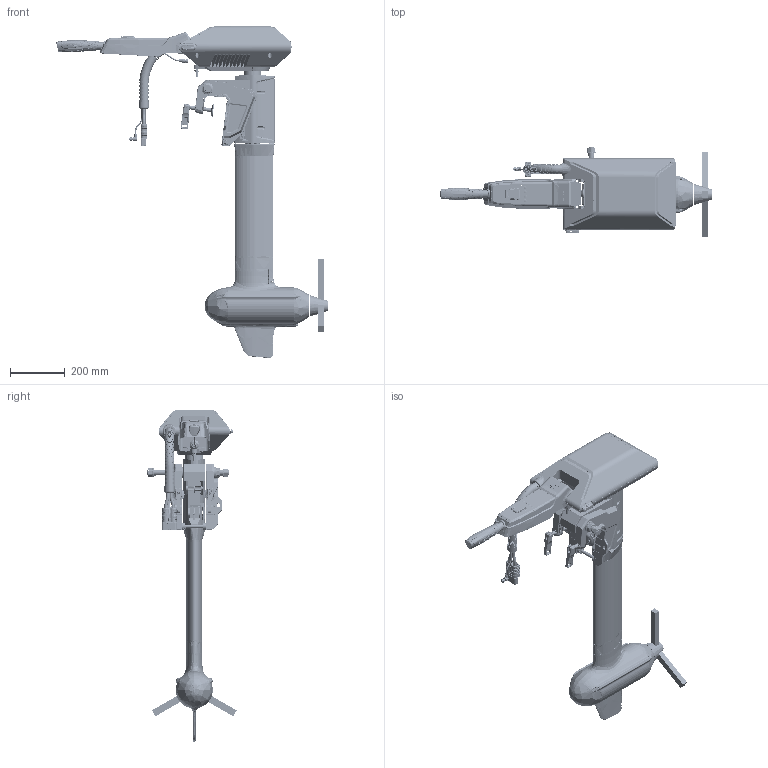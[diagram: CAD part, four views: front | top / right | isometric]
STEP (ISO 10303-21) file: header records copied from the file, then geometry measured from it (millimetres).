
FILE_DESCRIPTION (( 'STEP AP214' ), '1' );
FILE_NAME ('N6E-REMOTE（市场）.STEP', '2022-12-08T07:30:41', ( '1' ), ( '逸动' ), 'SwSTEP 2.0', 'SolidWorks 2016', '' );
FILE_SCHEMA (( 'AUTOMOTIVE_DESIGN' ));
Length unit declared in the file: millimetre
Products named in the file (1): N6E-REMOTE（市场）
Bounding box: 989.21 x 325.34 x 1209.85 mm (x, y, z)
Surface area: 1677435.9 mm2 (no closed solid volume)
Topology: 0 solids, 383 shells, 4412 faces, 20358 edges, 15997 vertices
Faces by surface type: cylinder 1330, plane 1246, bspline 1224, cone 347, torus 252, sphere 13
Entity records: 449925 total; most frequent: CARTESIAN_POINT 262937, ORIENTED_EDGE 27752, DIRECTION 21974, EDGE_CURVE 20303, VERTEX_POINT 15997, B_SPLINE_CURVE_WITH_KNOTS 7987, AXIS2_PLACEMENT_3D 7437, VECTOR 7100
